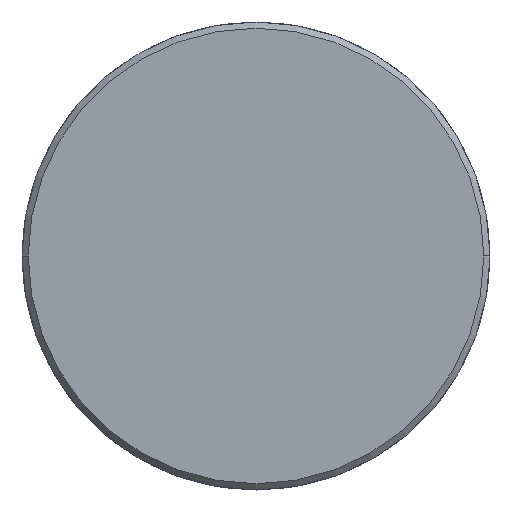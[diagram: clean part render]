
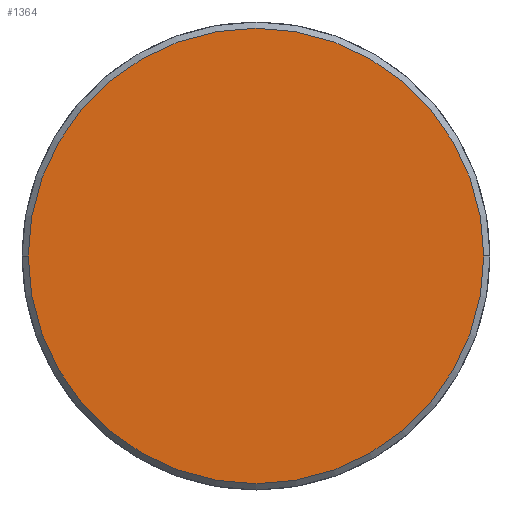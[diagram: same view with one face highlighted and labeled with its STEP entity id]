
A CAD part, left-side view. The second image highlights one B-rep face of the part: STEP entity #1364.
In plain terms, the highlighted planar face has unit normal (-1, 0, 0).
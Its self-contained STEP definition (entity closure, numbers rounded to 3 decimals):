
#279 = VERTEX_POINT ( 'NONE', #1762 ) ;
#717 = AXIS2_PLACEMENT_3D ( 'NONE', #2357, #5131, #3143 ) ;
#1364 = ADVANCED_FACE ( 'NONE', ( #4589 ), #1607, .F. ) ;
#1591 = CIRCLE ( 'NONE', #4046, 91.5 ) ;
#1607 = PLANE ( 'NONE',  #717 ) ;
#1762 = CARTESIAN_POINT ( 'NONE',  ( -314.4, 91.5, 0. ) ) ;
#2357 = CARTESIAN_POINT ( 'NONE',  ( -314.4, -92.598, 92.598 ) ) ;
#2363 = AXIS2_PLACEMENT_3D ( 'NONE', #4741, #3170, #3573 ) ;
#3097 = DIRECTION ( 'NONE',  ( -1., 0., 0. ) ) ;
#3143 = DIRECTION ( 'NONE',  ( 0., 0., -1. ) ) ;
#3170 = DIRECTION ( 'NONE',  ( -1., 0., 0. ) ) ;
#3186 = ORIENTED_EDGE ( 'NONE', *, *, #5006, .T. ) ;
#3330 = CARTESIAN_POINT ( 'NONE',  ( -314.4, -91.5, 0. ) ) ;
#3542 = DIRECTION ( 'NONE',  ( 0., 1., 0. ) ) ;
#3573 = DIRECTION ( 'NONE',  ( 0., 1., 0. ) ) ;
#4039 = VERTEX_POINT ( 'NONE', #3330 ) ;
#4046 = AXIS2_PLACEMENT_3D ( 'NONE', #4701, #3097, #3542 ) ;
#4584 = CIRCLE ( 'NONE', #2363, 91.5 ) ;
#4589 = FACE_OUTER_BOUND ( 'NONE', #4910, .T. ) ;
#4701 = CARTESIAN_POINT ( 'NONE',  ( -314.4, 0., 0. ) ) ;
#4714 = ORIENTED_EDGE ( 'NONE', *, *, #5132, .T. ) ;
#4741 = CARTESIAN_POINT ( 'NONE',  ( -314.4, 0., 0. ) ) ;
#4910 = EDGE_LOOP ( 'NONE', ( #3186, #4714 ) ) ;
#5006 = EDGE_CURVE ( 'NONE', #279, #4039, #4584, .T. ) ;
#5131 = DIRECTION ( 'NONE',  ( 1., 0., 0. ) ) ;
#5132 = EDGE_CURVE ( 'NONE', #4039, #279, #1591, .T. ) ;
